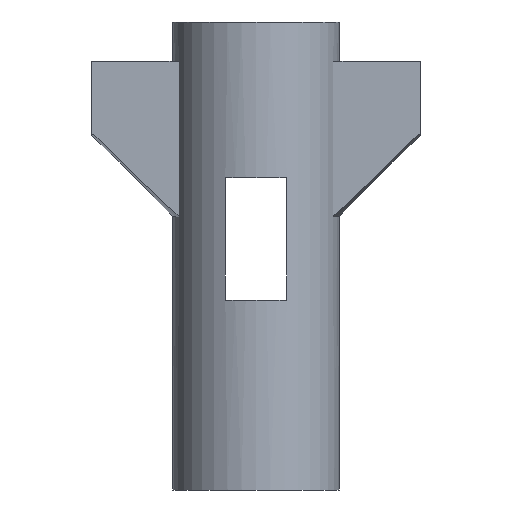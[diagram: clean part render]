
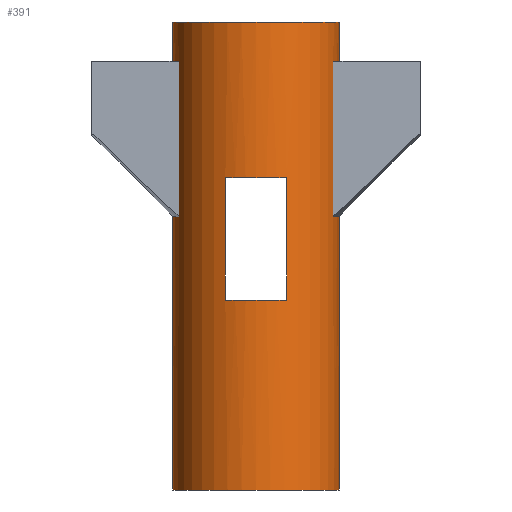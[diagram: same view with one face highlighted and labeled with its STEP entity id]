
A CAD part, left-side view. The second image highlights one B-rep face of the part: STEP entity #391.
In plain terms, the highlighted cylindrical face has radius 3.4 mm (diameter 6.8 mm), a full revolution.
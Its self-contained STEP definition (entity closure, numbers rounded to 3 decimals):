
#19=FACE_BOUND('',#72,.T.);
#20=FACE_BOUND('',#73,.T.);
#21=FACE_BOUND('',#74,.T.);
#22=CYLINDRICAL_SURFACE('',#442,3.4);
#50=FACE_OUTER_BOUND('',#71,.T.);
#71=EDGE_LOOP('',(#329,#330,#331,#332,#333,#334,#335,#336,#337,#338,#339,
#340));
#72=EDGE_LOOP('',(#341,#342,#343,#344));
#73=EDGE_LOOP('',(#345,#346,#347,#348));
#74=EDGE_LOOP('',(#349,#350,#351,#352));
#78=LINE('',#573,#110);
#79=LINE('',#575,#111);
#82=LINE('',#586,#114);
#83=LINE('',#587,#115);
#93=LINE('',#646,#125);
#98=LINE('',#655,#130);
#101=LINE('',#663,#133);
#103=LINE('',#668,#135);
#106=LINE('',#680,#138);
#107=LINE('',#681,#139);
#110=VECTOR('',#462,10.);
#111=VECTOR('',#463,10.);
#114=VECTOR('',#476,10.);
#115=VECTOR('',#477,10.);
#125=VECTOR('',#513,10.);
#130=VECTOR('',#522,10.);
#133=VECTOR('',#531,10.);
#135=VECTOR('',#535,10.);
#138=VECTOR('',#552,3.4);
#139=VECTOR('',#553,3.4);
#140=CIRCLE('',#409,3.4);
#141=CIRCLE('',#410,3.4);
#142=CIRCLE('',#411,3.4);
#143=CIRCLE('',#414,3.4);
#144=CIRCLE('',#415,3.4);
#145=CIRCLE('',#416,3.4);
#147=CIRCLE('',#420,3.4);
#150=CIRCLE('',#426,3.4);
#152=CIRCLE('',#434,3.4);
#153=CIRCLE('',#439,3.4);
#154=CIRCLE('',#441,3.4);
#155=CIRCLE('',#443,3.4);
#156=VERTEX_POINT('',#561);
#157=VERTEX_POINT('',#562);
#158=VERTEX_POINT('',#564);
#159=VERTEX_POINT('',#566);
#160=VERTEX_POINT('',#568);
#161=VERTEX_POINT('',#572);
#162=VERTEX_POINT('',#574);
#163=VERTEX_POINT('',#578);
#164=VERTEX_POINT('',#580);
#165=VERTEX_POINT('',#582);
#169=VERTEX_POINT('',#596);
#170=VERTEX_POINT('',#600);
#177=VERTEX_POINT('',#623);
#178=VERTEX_POINT('',#627);
#182=VERTEX_POINT('',#643);
#185=VERTEX_POINT('',#653);
#187=VERTEX_POINT('',#660);
#188=VERTEX_POINT('',#665);
#190=VERTEX_POINT('',#675);
#191=VERTEX_POINT('',#678);
#192=EDGE_CURVE('',#156,#157,#140,.T.);
#194=EDGE_CURVE('',#159,#158,#141,.T.);
#195=EDGE_CURVE('',#160,#159,#142,.T.);
#197=EDGE_CURVE('',#157,#161,#78,.T.);
#198=EDGE_CURVE('',#162,#160,#79,.T.);
#200=EDGE_CURVE('',#161,#163,#143,.T.);
#201=EDGE_CURVE('',#164,#162,#144,.T.);
#202=EDGE_CURVE('',#165,#164,#145,.T.);
#204=EDGE_CURVE('',#163,#156,#82,.T.);
#205=EDGE_CURVE('',#158,#165,#83,.T.);
#209=EDGE_CURVE('',#169,#170,#147,.T.);
#219=EDGE_CURVE('',#177,#178,#150,.T.);
#227=EDGE_CURVE('',#177,#182,#93,.T.);
#232=EDGE_CURVE('',#185,#178,#98,.T.);
#233=EDGE_CURVE('',#182,#185,#152,.T.);
#236=EDGE_CURVE('',#187,#170,#101,.T.);
#238=EDGE_CURVE('',#169,#188,#103,.T.);
#241=EDGE_CURVE('',#188,#187,#153,.T.);
#242=EDGE_CURVE('',#190,#190,#154,.T.);
#243=EDGE_CURVE('',#191,#191,#155,.T.);
#244=EDGE_CURVE('',#191,#164,#106,.T.);
#245=EDGE_CURVE('',#159,#190,#107,.T.);
#329=ORIENTED_EDGE('',*,*,#243,.F.);
#330=ORIENTED_EDGE('',*,*,#244,.T.);
#331=ORIENTED_EDGE('',*,*,#201,.T.);
#332=ORIENTED_EDGE('',*,*,#198,.T.);
#333=ORIENTED_EDGE('',*,*,#195,.T.);
#334=ORIENTED_EDGE('',*,*,#245,.T.);
#335=ORIENTED_EDGE('',*,*,#242,.F.);
#336=ORIENTED_EDGE('',*,*,#245,.F.);
#337=ORIENTED_EDGE('',*,*,#194,.T.);
#338=ORIENTED_EDGE('',*,*,#205,.T.);
#339=ORIENTED_EDGE('',*,*,#202,.T.);
#340=ORIENTED_EDGE('',*,*,#244,.F.);
#341=ORIENTED_EDGE('',*,*,#200,.T.);
#342=ORIENTED_EDGE('',*,*,#204,.T.);
#343=ORIENTED_EDGE('',*,*,#192,.T.);
#344=ORIENTED_EDGE('',*,*,#197,.T.);
#345=ORIENTED_EDGE('',*,*,#238,.T.);
#346=ORIENTED_EDGE('',*,*,#241,.T.);
#347=ORIENTED_EDGE('',*,*,#236,.T.);
#348=ORIENTED_EDGE('',*,*,#209,.F.);
#349=ORIENTED_EDGE('',*,*,#227,.T.);
#350=ORIENTED_EDGE('',*,*,#233,.T.);
#351=ORIENTED_EDGE('',*,*,#232,.T.);
#352=ORIENTED_EDGE('',*,*,#219,.F.);
#391=ADVANCED_FACE('',(#50,#19,#20,#21),#22,.T.);
#409=AXIS2_PLACEMENT_3D('',#563,#452,#453);
#410=AXIS2_PLACEMENT_3D('',#567,#455,#456);
#411=AXIS2_PLACEMENT_3D('',#569,#457,#458);
#414=AXIS2_PLACEMENT_3D('',#579,#467,#468);
#415=AXIS2_PLACEMENT_3D('',#581,#469,#470);
#416=AXIS2_PLACEMENT_3D('',#583,#471,#472);
#420=AXIS2_PLACEMENT_3D('',#601,#482,#483);
#426=AXIS2_PLACEMENT_3D('',#628,#498,#499);
#434=AXIS2_PLACEMENT_3D('',#657,#525,#526);
#439=AXIS2_PLACEMENT_3D('',#673,#542,#543);
#441=AXIS2_PLACEMENT_3D('',#676,#546,#547);
#442=AXIS2_PLACEMENT_3D('',#677,#548,#549);
#443=AXIS2_PLACEMENT_3D('',#679,#550,#551);
#452=DIRECTION('center_axis',(0.,0.,1.));
#453=DIRECTION('ref_axis',(1.,0.,0.));
#455=DIRECTION('center_axis',(0.,0.,1.));
#456=DIRECTION('ref_axis',(1.,0.,0.));
#457=DIRECTION('center_axis',(0.,0.,1.));
#458=DIRECTION('ref_axis',(1.,0.,0.));
#462=DIRECTION('',(0.,0.,-1.));
#463=DIRECTION('',(0.,0.,1.));
#467=DIRECTION('center_axis',(0.,0.,-1.));
#468=DIRECTION('ref_axis',(1.,0.,0.));
#469=DIRECTION('center_axis',(0.,0.,-1.));
#470=DIRECTION('ref_axis',(1.,0.,0.));
#471=DIRECTION('center_axis',(0.,0.,-1.));
#472=DIRECTION('ref_axis',(1.,0.,0.));
#476=DIRECTION('',(0.,0.,1.));
#477=DIRECTION('',(0.,0.,-1.));
#482=DIRECTION('center_axis',(0.,0.,1.));
#483=DIRECTION('ref_axis',(1.,0.,0.));
#498=DIRECTION('center_axis',(0.,0.,1.));
#499=DIRECTION('ref_axis',(1.,0.,0.));
#513=DIRECTION('',(0.,0.,1.));
#522=DIRECTION('',(0.,0.,-1.));
#525=DIRECTION('center_axis',(0.,0.,1.));
#526=DIRECTION('ref_axis',(1.,0.,0.));
#531=DIRECTION('',(0.,0.,-1.));
#535=DIRECTION('',(0.,0.,1.));
#542=DIRECTION('center_axis',(0.,0.,1.));
#543=DIRECTION('ref_axis',(1.,0.,0.));
#546=DIRECTION('center_axis',(0.,0.,1.));
#547=DIRECTION('ref_axis',(1.,0.,0.));
#548=DIRECTION('center_axis',(0.,0.,-1.));
#549=DIRECTION('ref_axis',(1.,0.,0.));
#550=DIRECTION('center_axis',(0.,0.,-1.));
#551=DIRECTION('ref_axis',(1.,0.,0.));
#552=DIRECTION('',(0.,0.,1.));
#553=DIRECTION('',(0.,0.,1.));
#561=CARTESIAN_POINT('',(44.662,57.75,35.45));
#562=CARTESIAN_POINT('',(44.662,60.25,35.45));
#563=CARTESIAN_POINT('Origin',(41.5,59.,35.45));
#564=CARTESIAN_POINT('',(38.338,57.75,35.45));
#566=CARTESIAN_POINT('',(38.1,59.,35.45));
#567=CARTESIAN_POINT('Origin',(41.5,59.,35.45));
#568=CARTESIAN_POINT('',(38.338,60.25,35.45));
#569=CARTESIAN_POINT('Origin',(41.5,59.,35.45));
#572=CARTESIAN_POINT('',(44.662,60.25,30.45));
#573=CARTESIAN_POINT('',(44.662,60.25,40.2));
#574=CARTESIAN_POINT('',(38.338,60.25,30.45));
#575=CARTESIAN_POINT('',(38.338,60.25,40.2));
#578=CARTESIAN_POINT('',(44.662,57.75,30.45));
#579=CARTESIAN_POINT('Origin',(41.5,59.,30.45));
#580=CARTESIAN_POINT('',(38.1,59.,30.45));
#581=CARTESIAN_POINT('Origin',(41.5,59.,30.45));
#582=CARTESIAN_POINT('',(38.338,57.75,30.45));
#583=CARTESIAN_POINT('Origin',(41.5,59.,30.45));
#586=CARTESIAN_POINT('',(44.662,57.75,40.2));
#587=CARTESIAN_POINT('',(38.338,57.75,40.2));
#596=CARTESIAN_POINT('',(40.2,55.858,33.86));
#600=CARTESIAN_POINT('',(42.8,55.858,33.86));
#601=CARTESIAN_POINT('Origin',(41.5,59.,33.86));
#623=CARTESIAN_POINT('',(42.8,62.142,33.86));
#627=CARTESIAN_POINT('',(40.2,62.142,33.86));
#628=CARTESIAN_POINT('Origin',(41.5,59.,33.86));
#643=CARTESIAN_POINT('',(42.8,62.142,40.2));
#646=CARTESIAN_POINT('',(42.8,62.142,40.2));
#653=CARTESIAN_POINT('',(40.2,62.142,40.2));
#655=CARTESIAN_POINT('',(40.2,62.142,40.2));
#657=CARTESIAN_POINT('Origin',(41.5,59.,40.2));
#660=CARTESIAN_POINT('',(42.8,55.858,40.2));
#663=CARTESIAN_POINT('',(42.8,55.858,40.2));
#665=CARTESIAN_POINT('',(40.2,55.858,40.2));
#668=CARTESIAN_POINT('',(40.2,55.858,40.2));
#673=CARTESIAN_POINT('Origin',(41.5,59.,40.2));
#675=CARTESIAN_POINT('',(38.1,59.,41.8));
#676=CARTESIAN_POINT('Origin',(41.5,59.,41.8));
#677=CARTESIAN_POINT('Origin',(41.5,59.,40.2));
#678=CARTESIAN_POINT('',(38.1,59.,22.7));
#679=CARTESIAN_POINT('Origin',(41.5,59.,22.7));
#680=CARTESIAN_POINT('',(38.1,59.,40.2));
#681=CARTESIAN_POINT('',(38.1,59.,40.2));
